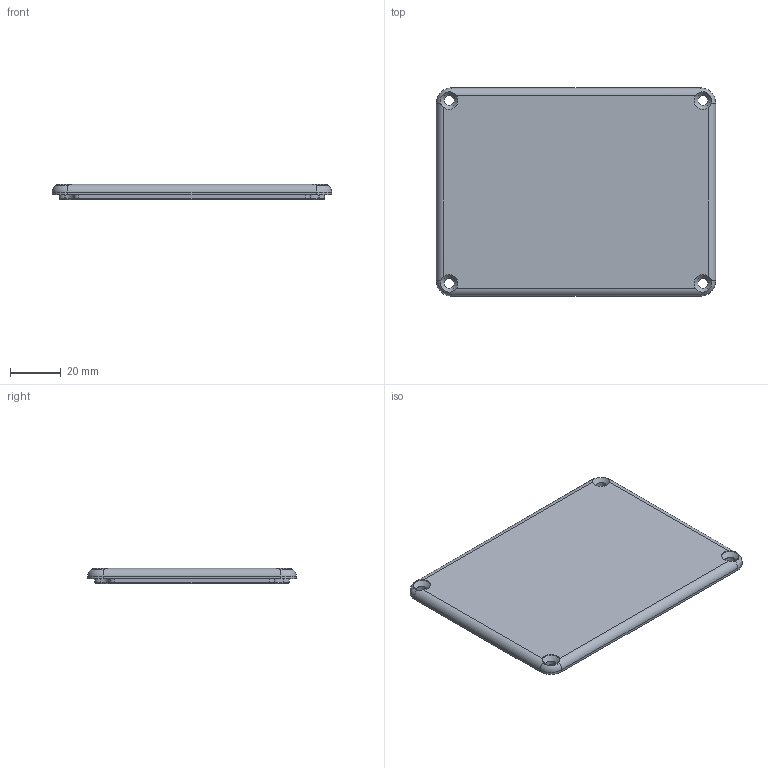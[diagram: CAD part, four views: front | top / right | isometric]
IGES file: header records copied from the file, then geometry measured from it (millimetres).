
Global section: file name: No Iges File Name specified; native system: AutoDesk Inventor R12.0; preprocessor: AutoDesk Inventor Iges Exporter R12.0; author: No Author specified; organization: No Organization specified; date: 20080506.093044; units: millimetre
Bounding box: 110.1 x 82.1 x 6 mm (x, y, z)
Volume: 21714.2 mm3; surface area: 20841.7 mm2
Topology: 1 solids, 1 shells, 136 faces, 344 edges, 200 vertices
Faces by surface type: cylinder 36, bspline 34, torus 26, plane 24, revolution 16
